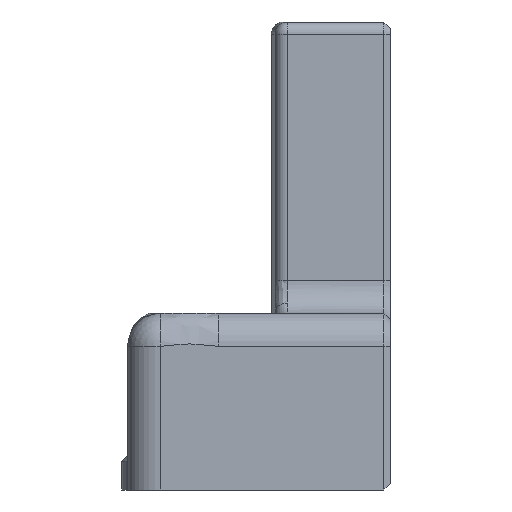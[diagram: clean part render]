
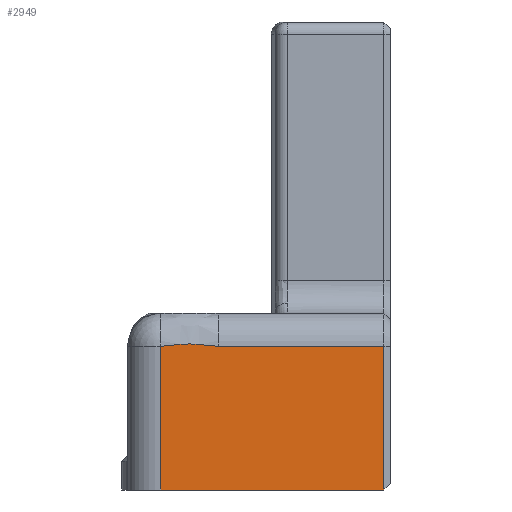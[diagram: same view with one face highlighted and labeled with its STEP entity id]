
A CAD part, front view. The second image highlights one B-rep face of the part: STEP entity #2949.
In plain terms, the highlighted planar face has unit normal (0, -1, 0).
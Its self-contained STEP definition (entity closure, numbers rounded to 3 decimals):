
#134 = DIRECTION ( 'NONE',  ( 0., 0., -1. ) ) ;
#161 = CARTESIAN_POINT ( 'NONE',  ( 574.426, -188.371, 6. ) ) ;
#203 = VECTOR ( 'NONE', #3374, 1000. ) ;
#402 = CARTESIAN_POINT ( 'NONE',  ( 588.026, -188.371, 6. ) ) ;
#596 = EDGE_CURVE ( 'NONE', #2218, #3531, #1613, .T. ) ;
#648 = EDGE_CURVE ( 'NONE', #3304, #3322, #955, .T. ) ;
#741 = VECTOR ( 'NONE', #2739, 1000. ) ;
#765 = CARTESIAN_POINT ( 'NONE',  ( 574.426, -188.371, 6. ) ) ;
#796 = CARTESIAN_POINT ( 'NONE',  ( 577.37, -188.371, 6. ) ) ;
#856 = CARTESIAN_POINT ( 'NONE',  ( 0., -188.371, 8. ) ) ;
#955 = B_SPLINE_CURVE_WITH_KNOTS ( 'NONE', 3,
 ( #765, #4562, #3470, #2286, #3134, #3494, #796, #3441 ),
 .UNSPECIFIED., .F., .F.,
 ( 4, 2, 2, 4 ),
 ( 0., 0.001, 0.002, 0.004 ),
 .UNSPECIFIED. ) ;
#1040 = DIRECTION ( 'NONE',  ( 0., 0., -1. ) ) ;
#1179 = DIRECTION ( 'NONE',  ( 0., 0., -1. ) ) ;
#1364 = ORIENTED_EDGE ( 'NONE', *, *, #2290, .F. ) ;
#1613 = LINE ( 'NONE', #3114, #741 ) ;
#1673 = ORIENTED_EDGE ( 'NONE', *, *, #1809, .T. ) ;
#1708 = CARTESIAN_POINT ( 'NONE',  ( 577.961, -188.371, 6. ) ) ;
#1802 = LINE ( 'NONE', #4835, #203 ) ;
#1809 = EDGE_CURVE ( 'NONE', #3304, #3531, #3382, .T. ) ;
#2218 = VERTEX_POINT ( 'NONE', #3156 ) ;
#2286 = CARTESIAN_POINT ( 'NONE',  ( 575.607, -188.371, 6.114 ) ) ;
#2290 = EDGE_CURVE ( 'NONE', #4326, #2218, #2712, .T. ) ;
#2371 = DIRECTION ( 'NONE',  ( 0., 1., 0. ) ) ;
#2422 = ORIENTED_EDGE ( 'NONE', *, *, #3145, .F. ) ;
#2672 = FACE_OUTER_BOUND ( 'NONE', #2867, .T. ) ;
#2712 = LINE ( 'NONE', #2738, #4480 ) ;
#2738 = CARTESIAN_POINT ( 'NONE',  ( 588.026, -188.371, 8. ) ) ;
#2739 = DIRECTION ( 'NONE',  ( -1., 0., 0. ) ) ;
#2867 = EDGE_LOOP ( 'NONE', ( #2422, #3969, #1673, #3251, #1364 ) ) ;
#2903 = VECTOR ( 'NONE', #1040, 1000. ) ;
#2949 = ADVANCED_FACE ( 'NONE', ( #2672 ), #3854, .F. ) ;
#2963 = CARTESIAN_POINT ( 'NONE',  ( 574.426, -188.371, 8. ) ) ;
#3114 = CARTESIAN_POINT ( 'NONE',  ( 0., -188.371, -2.75 ) ) ;
#3134 = CARTESIAN_POINT ( 'NONE',  ( 575.904, -188.371, 6.147 ) ) ;
#3145 = EDGE_CURVE ( 'NONE', #3322, #4326, #1802, .T. ) ;
#3156 = CARTESIAN_POINT ( 'NONE',  ( 588.026, -188.371, -2.75 ) ) ;
#3251 = ORIENTED_EDGE ( 'NONE', *, *, #596, .F. ) ;
#3304 = VERTEX_POINT ( 'NONE', #161 ) ;
#3322 = VERTEX_POINT ( 'NONE', #1708 ) ;
#3374 = DIRECTION ( 'NONE',  ( 1., 0., 0. ) ) ;
#3382 = LINE ( 'NONE', #2963, #2903 ) ;
#3441 = CARTESIAN_POINT ( 'NONE',  ( 577.961, -188.371, 6. ) ) ;
#3470 = CARTESIAN_POINT ( 'NONE',  ( 575.018, -188.371, 6.04 ) ) ;
#3494 = CARTESIAN_POINT ( 'NONE',  ( 576.789, -188.371, 6.143 ) ) ;
#3531 = VERTEX_POINT ( 'NONE', #3768 ) ;
#3768 = CARTESIAN_POINT ( 'NONE',  ( 574.426, -188.371, -2.75 ) ) ;
#3854 = PLANE ( 'NONE',  #4006 ) ;
#3969 = ORIENTED_EDGE ( 'NONE', *, *, #648, .F. ) ;
#4006 = AXIS2_PLACEMENT_3D ( 'NONE', #856, #2371, #1179 ) ;
#4326 = VERTEX_POINT ( 'NONE', #402 ) ;
#4480 = VECTOR ( 'NONE', #134, 1000. ) ;
#4562 = CARTESIAN_POINT ( 'NONE',  ( 574.723, -188.371, 6.003 ) ) ;
#4835 = CARTESIAN_POINT ( 'NONE',  ( 0., -188.371, 6. ) ) ;
